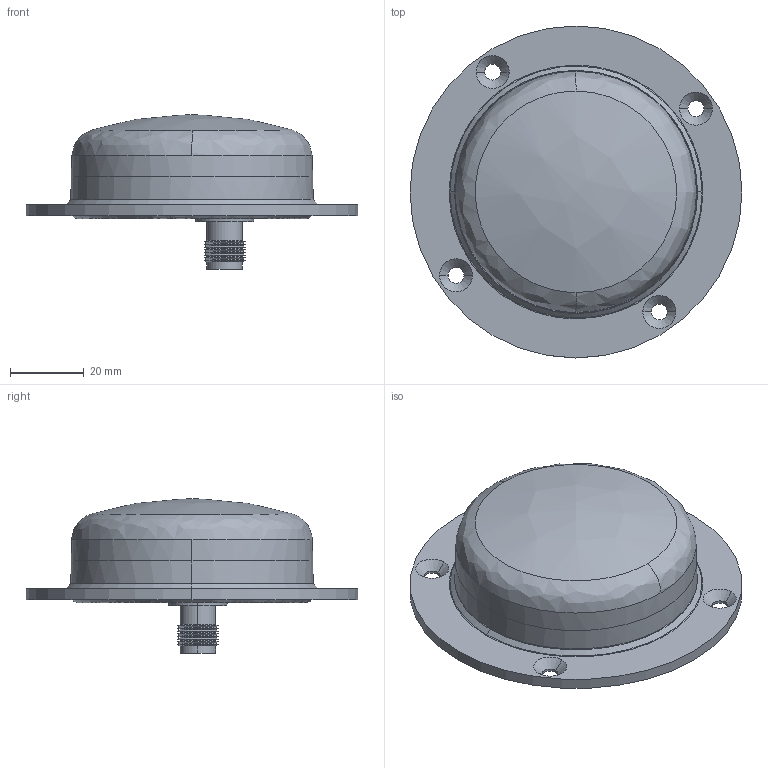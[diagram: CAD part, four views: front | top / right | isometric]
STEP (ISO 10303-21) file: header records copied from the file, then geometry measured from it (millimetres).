
FILE_DESCRIPTION (( 'STEP AP214' ), '1' );
FILE_NAME ('LCANGPS1002_3D.STEP', '2022-05-09T20:41:55', ( '' ), ( '' ), 'SwSTEP 2.0', 'SolidWorks 2021', '' );
FILE_SCHEMA (( 'AUTOMOTIVE_DESIGN' ));
Length unit declared in the file: inch
Products named in the file (1): LCANGPS1002_3D
Bounding box: 90 x 90 x 41.86 mm (x, y, z)
Volume: 36313 mm3; surface area: 35599.2 mm2
Topology: 1 solids, 9 shells, 631 faces, 1660 edges, 1060 vertices
Faces by surface type: cone 217, plane 176, cylinder 151, bspline 76, torus 11
Entity records: 50629 total; most frequent: CARTESIAN_POINT 30303, ORIENTED_EDGE 3266, DIRECTION 2812, EDGE_CURVE 1633, AXIS2_PLACEMENT_3D 1135, VERTEX_POINT 1060, EDGE_LOOP 699, FACE_OUTER_BOUND 631
